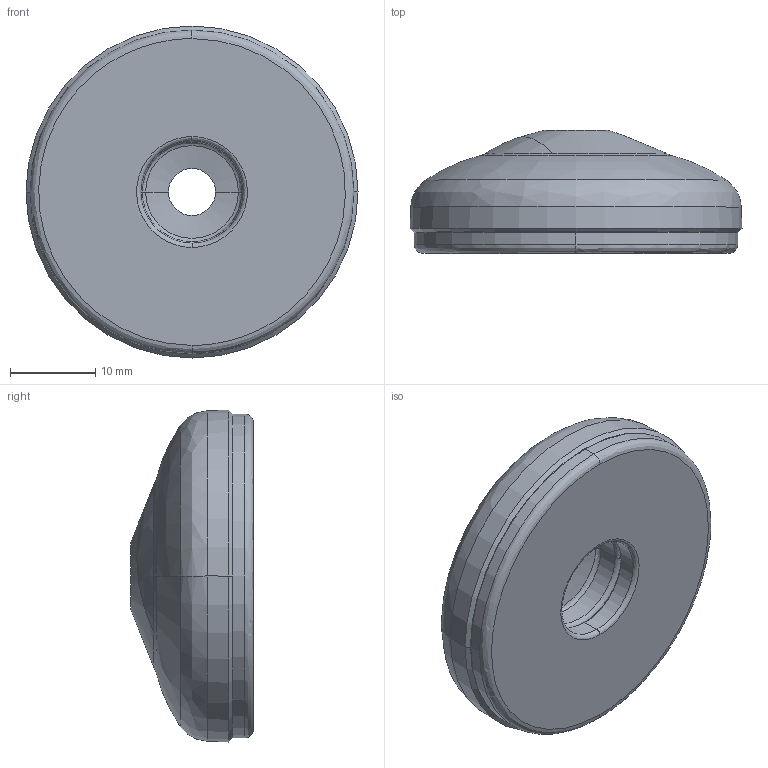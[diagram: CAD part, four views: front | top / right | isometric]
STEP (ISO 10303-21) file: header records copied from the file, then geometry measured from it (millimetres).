
FILE_DESCRIPTION (( 'STEP AP214' ), '1' );
FILE_NAME ('098e040eg.STEP', '2014-08-25T08:48:31', ( '' ), ( '' ), 'SwSTEP 2.0', 'SolidWorks 2014', '' );
FILE_SCHEMA (( 'AUTOMOTIVE_DESIGN' ));
Length unit declared in the file: millimetre
Products named in the file (1): 098e040eg
Bounding box: 38.97 x 14.43 x 38.97 mm (x, y, z)
Volume: 11272.4 mm3; surface area: 7226.6 mm2
Topology: 2 solids, 2 shells, 69 faces, 143 edges, 80 vertices
Faces by surface type: bspline 34, cylinder 16, cone 14, plane 5
Entity records: 3014 total; most frequent: CARTESIAN_POINT 839, DIRECTION 304, ORIENTED_EDGE 286, EDGE_CURVE 143, AXIS2_PLACEMENT_3D 137, CIRCLE 101, VERTEX_POINT 80, EDGE_LOOP 75
